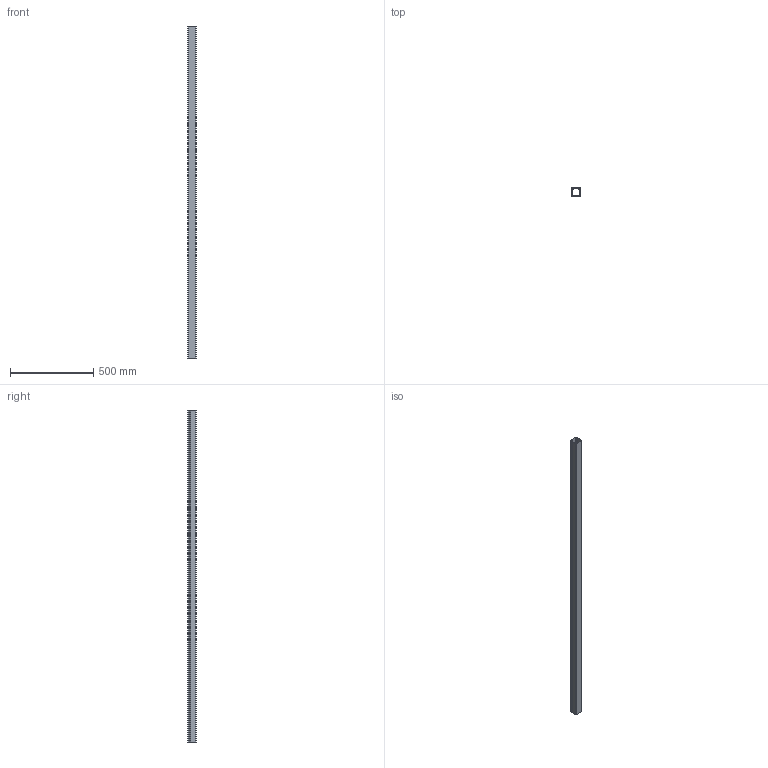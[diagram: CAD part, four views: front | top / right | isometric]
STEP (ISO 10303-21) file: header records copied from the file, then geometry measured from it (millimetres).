
FILE_DESCRIPTION (( 'STEP AP214' ), '1' );
FILE_NAME ('6178314.stp', '2016-08-05T09:11:29', ( '' ), ( '' ), 'SwSTEP 2.0', 'SolidWorks 2014', '' );
FILE_SCHEMA (( 'AUTOMOTIVE_DESIGN' ));
Length unit declared in the file: millimetre
Products named in the file (3): Oberteil_LKV_D_50; Unterteil_LKV_50050; 6178314
Assembly tree (2 placements, depth 2):
  6178314
    Unterteil_LKV_50050
    Oberteil_LKV_D_50
Bounding box: 50 x 50.1 x 2000 mm (x, y, z)
Volume: 670711.4 mm3; surface area: 855492.1 mm2
Topology: 2 solids, 2 shells, 61 faces, 171 edges, 114 vertices
Faces by surface type: plane 34, cylinder 27
Entity records: 2694 total; most frequent: DIRECTION 357, CARTESIAN_POINT 351, ORIENTED_EDGE 342, EDGE_CURVE 171, AXIS2_PLACEMENT_3D 120, LINE 117, VECTOR 117, VERTEX_POINT 114
